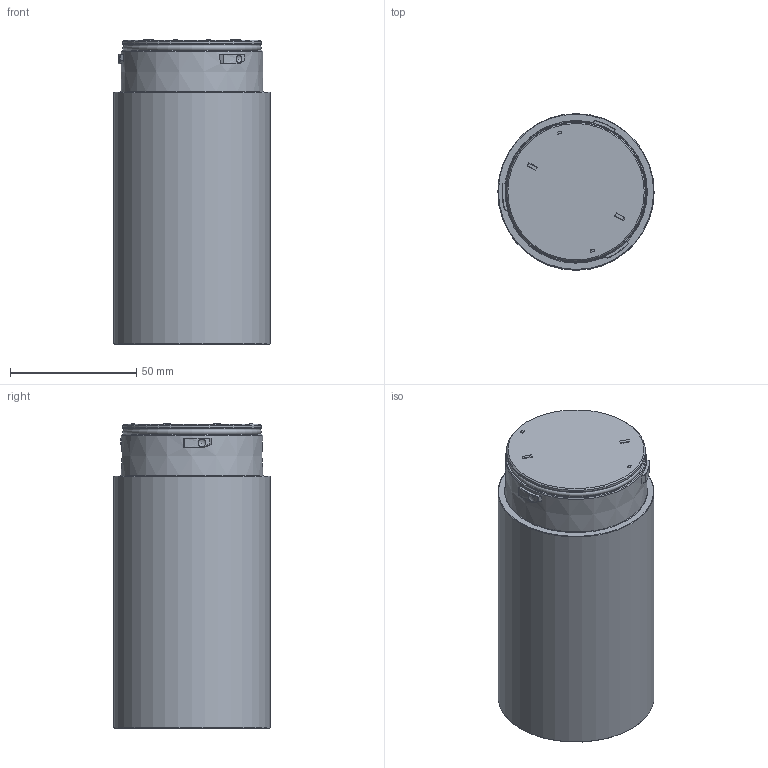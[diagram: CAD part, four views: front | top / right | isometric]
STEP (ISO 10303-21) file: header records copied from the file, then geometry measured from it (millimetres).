
FILE_DESCRIPTION(/* description */ (''),/* implementation_level */ '2;1');
FILE_NAME(/* name */ 'YEP.stp',/* time_stamp */ '2015-12-22T06:47:48+01:00',/* author */ (''),/* organization */ (''),/* preprocessor_version */ 'ST-DEVELOPER v11',/* originating_system */ 'SIEMENS PLM Software NX 7.5',/* authorisation */ '');
FILE_SCHEMA (('AUTOMOTIVE_DESIGN { 1 0 10303 214 1 1 1 1 }'));
Length unit declared in the file: millimetre
Products named in the file (1): m.ne6428qtx2
Bounding box: 62 x 62 x 120.7 mm (x, y, z)
Volume: 311808.2 mm3; surface area: 33237 mm2
Topology: 2 solids, 2 shells, 217 faces, 527 edges, 290 vertices
Faces by surface type: cylinder 59, plane 54, sphere 39, bspline 31, torus 20, cone 14
Full cylindrical faces by diameter (mm): 54.1 x1, 55.1 x1, 62 x1
Entity records: 7129 total; most frequent: CARTESIAN_POINT 2579, DIRECTION 929, ORIENTED_EDGE 928, EDGE_CURVE 464, AXIS2_PLACEMENT_3D 401, VERTEX_POINT 277, EDGE_LOOP 240, ADVANCED_FACE 216
